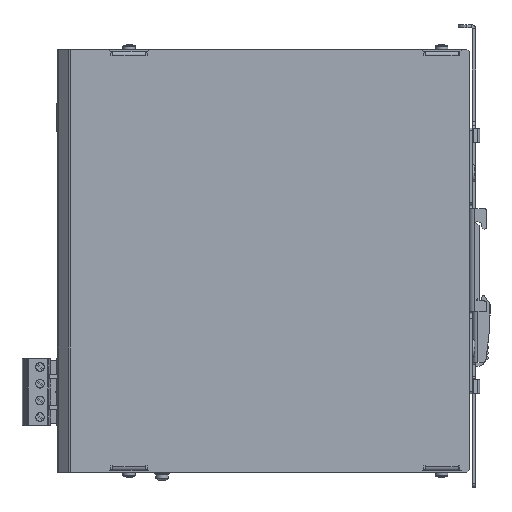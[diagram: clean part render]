
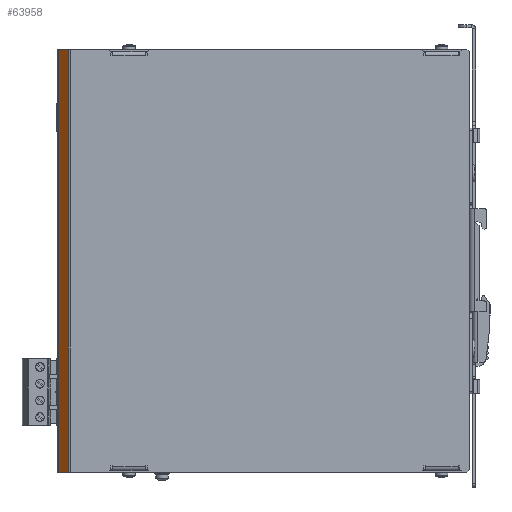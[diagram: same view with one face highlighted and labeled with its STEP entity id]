
A CAD part, left-side view. The second image highlights one B-rep face of the part: STEP entity #63958.
In plain terms, the highlighted planar face has unit normal (-0.707, 0.707, 0).
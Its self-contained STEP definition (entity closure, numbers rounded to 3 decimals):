
#5396=PLANE('',#68073);
#7786=FACE_OUTER_BOUND('',#11508,.T.);
#11508=EDGE_LOOP('',(#49077,#49078,#49079,#49080));
#16547=LINE('',#91235,#23403);
#16554=LINE('',#91252,#23410);
#16556=LINE('',#91258,#23412);
#16560=LINE('',#91271,#23416);
#23403=VECTOR('',#75458,10.);
#23410=VECTOR('',#75475,10.);
#23412=VECTOR('',#75483,10.);
#23416=VECTOR('',#75499,10.);
#30790=VERTEX_POINT('',#91232);
#30791=VERTEX_POINT('',#91234);
#30796=VERTEX_POINT('',#91251);
#30797=VERTEX_POINT('',#91257);
#37578=EDGE_CURVE('',#30790,#30791,#16547,.T.);
#37587=EDGE_CURVE('',#30796,#30791,#16554,.T.);
#37590=EDGE_CURVE('',#30797,#30796,#16556,.T.);
#37597=EDGE_CURVE('',#30797,#30790,#16560,.T.);
#49077=ORIENTED_EDGE('',*,*,#37578,.F.);
#49078=ORIENTED_EDGE('',*,*,#37597,.F.);
#49079=ORIENTED_EDGE('',*,*,#37590,.T.);
#49080=ORIENTED_EDGE('',*,*,#37587,.T.);
#63958=ADVANCED_FACE('',(#7786),#5396,.T.);
#68073=AXIS2_PLACEMENT_3D('',#91280,#75506,#75507);
#75458=DIRECTION('',(0.,0.,-1.));
#75475=DIRECTION('',(-0.707,-0.707,0.));
#75483=DIRECTION('',(0.,0.,-1.));
#75499=DIRECTION('',(-0.707,-0.707,0.));
#75506=DIRECTION('center_axis',(-0.707,0.707,0.));
#75507=DIRECTION('ref_axis',(0.,0.,
-1.));
#91232=CARTESIAN_POINT('',(-41.381,182.769,96.25));
#91234=CARTESIAN_POINT('',(-41.381,182.769,-96.25));
#91235=CARTESIAN_POINT('',(-41.381,182.769,0.));
#91251=CARTESIAN_POINT('',(-36.819,187.331,-96.25));
#91252=CARTESIAN_POINT('',(148.65,372.8,-96.25));
#91257=CARTESIAN_POINT('',(-36.819,187.331,96.25));
#91258=CARTESIAN_POINT('',(-36.819,187.331,0.));
#91271=CARTESIAN_POINT('',(148.65,372.8,96.25));
#91280=CARTESIAN_POINT('Origin',(-10.917,213.233,0.));
